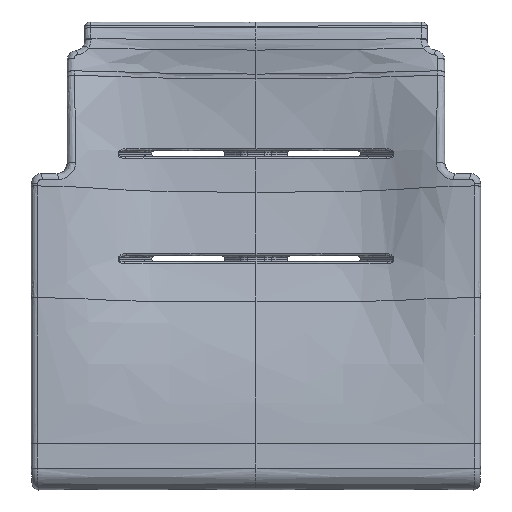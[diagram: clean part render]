
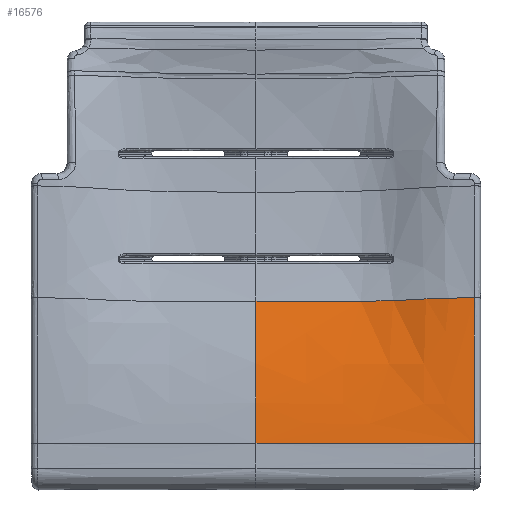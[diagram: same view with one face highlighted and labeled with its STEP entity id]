
A CAD part, top view. The second image highlights one B-rep face of the part: STEP entity #16576.
In plain terms, the highlighted free-form (B-spline) face has degree [5, 4] with [12, 5] control points.
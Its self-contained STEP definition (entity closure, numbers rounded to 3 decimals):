
#7646 = VERTEX_POINT('',#7647);
#7647 = CARTESIAN_POINT('',(264.666,161.116,
    182.605));
#7818 = EDGE_CURVE('',#7646,#7819,#7821,.T.);
#7819 = VERTEX_POINT('',#7820);
#7820 = CARTESIAN_POINT('',(264.813,-15.516,
    191.888));
#7821 = B_SPLINE_CURVE_WITH_KNOTS('',5,(#7822,#7823,#7824,#7825,#7826,
    #7827,#7828,#7829,#7830,#7831,#7832,#7833,#7834,#7835,#7836,#7837,
    #7838,#7839,#7840,#7841,#7842,#7843,#7844,#7845),.UNSPECIFIED.,.F.,
  .F.,(6,3,3,3,3,3,3,6),(234.787,236.055,265.716,
    273.152,317.767,347.53,377.294,
    436.81),.UNSPECIFIED.);
#7822 = CARTESIAN_POINT('',(264.666,161.116,
    182.605));
#7823 = CARTESIAN_POINT('',(264.666,160.894,
    182.617));
#7824 = CARTESIAN_POINT('',(264.667,160.672,
    182.629));
#7825 = CARTESIAN_POINT('',(264.667,160.45,
    182.641));
#7826 = CARTESIAN_POINT('',(264.676,155.038,
    182.927));
#7827 = CARTESIAN_POINT('',(264.683,149.623,
    183.213));
#7828 = CARTESIAN_POINT('',(264.691,144.404,
    183.489));
#7829 = CARTESIAN_POINT('',(264.7,137.901,
    183.833));
#7830 = CARTESIAN_POINT('',(264.709,131.402,
    184.176));
#7831 = CARTESIAN_POINT('',(264.71,130.099,
    184.245));
#7832 = CARTESIAN_POINT('',(264.722,120.979,
    184.726));
#7833 = CARTESIAN_POINT('',(264.733,111.862,
    185.207));
#7834 = CARTESIAN_POINT('',(264.742,104.055,
    185.618));
#7835 = CARTESIAN_POINT('',(264.756,91.053,
    186.303));
#7836 = CARTESIAN_POINT('',(264.768,78.058,
    186.986));
#7837 = CARTESIAN_POINT('',(264.773,72.858,
    187.26));
#7838 = CARTESIAN_POINT('',(264.781,62.458,
    187.806));
#7839 = CARTESIAN_POINT('',(264.789,52.059,
    188.352));
#7840 = CARTESIAN_POINT('',(264.792,46.861,
    188.625));
#7841 = CARTESIAN_POINT('',(264.801,31.268,
    189.442));
#7842 = CARTESIAN_POINT('',(264.808,15.68,
    190.258));
#7843 = CARTESIAN_POINT('',(264.811,5.265,
    190.803));
#7844 = CARTESIAN_POINT('',(264.813,-5.126,
    191.346));
#7845 = CARTESIAN_POINT('',(264.813,-15.516,
    191.888));
#16385 = VERTEX_POINT('',#16386);
#16386 = CARTESIAN_POINT('',(0.,157.214,
    153.815));
#16398 = EDGE_CURVE('',#16385,#7646,#16399,.T.);
#16399 = B_SPLINE_CURVE_WITH_KNOTS('',5,(#16400,#16401,#16402,#16403,
    #16404,#16405),.UNSPECIFIED.,.F.,.F.,(6,6),(0.,215.295),
  .PIECEWISE_BEZIER_KNOTS.);
#16400 = CARTESIAN_POINT('',(0.,157.214,
    153.815));
#16401 = CARTESIAN_POINT('',(111.831,157.214,
    153.815));
#16402 = CARTESIAN_POINT('',(158.201,155.703,
    154.372));
#16403 = CARTESIAN_POINT('',(175.241,157.315,
    165.206));
#16404 = CARTESIAN_POINT('',(198.842,161.217,
    181.24));
#16405 = CARTESIAN_POINT('',(264.666,161.116,
    182.605));
#16576 = ADVANCED_FACE('',(#16577),#16607,.T.);
#16577 = FACE_BOUND('',#16578,.T.);
#16578 = EDGE_LOOP('',(#16579,#16580,#16597,#16606));
#16579 = ORIENTED_EDGE('',*,*,#16398,.F.);
#16580 = ORIENTED_EDGE('',*,*,#16581,.T.);
#16581 = EDGE_CURVE('',#16385,#16582,#16584,.T.);
#16582 = VERTEX_POINT('',#16583);
#16583 = CARTESIAN_POINT('',(0.,-15.252,
    191.114));
#16584 = B_SPLINE_CURVE_WITH_KNOTS('',5,(#16585,#16586,#16587,#16588,
    #16589,#16590,#16591,#16592,#16593,#16594,#16595,#16596),
  .UNSPECIFIED.,.F.,.F.,(6,3,3,6),(0.,22.607,
    64.627,142.721),.UNSPECIFIED.);
#16585 = CARTESIAN_POINT('',(0.,157.214,
    153.815));
#16586 = CARTESIAN_POINT('',(0.,151.947,
    155.774));
#16587 = CARTESIAN_POINT('',(0.,146.658,
    157.674));
#16588 = CARTESIAN_POINT('',(0.,141.283,
    159.536));
#16589 = CARTESIAN_POINT('',(0.,126.006,
    164.631));
#16590 = CARTESIAN_POINT('',(0.,110.569,
    169.228));
#16591 = CARTESIAN_POINT('',(0.,100.5,
    171.994));
#16592 = CARTESIAN_POINT('',(0.,71.636,
    179.278));
#16593 = CARTESIAN_POINT('',(0.,42.371,
    184.816));
#16594 = CARTESIAN_POINT('',(0.,23.242,
    187.665));
#16595 = CARTESIAN_POINT('',(0.,4.021,
    189.766));
#16596 = CARTESIAN_POINT('',(0.,-15.252,
    191.114));
#16597 = ORIENTED_EDGE('',*,*,#16598,.T.);
#16598 = EDGE_CURVE('',#16582,#7819,#16599,.T.);
#16599 = B_SPLINE_CURVE_WITH_KNOTS('',5,(#16600,#16601,#16602,#16603,
    #16604,#16605),.UNSPECIFIED.,.F.,.F.,(6,6),(0.,215.362),
  .PIECEWISE_BEZIER_KNOTS.);
#16600 = CARTESIAN_POINT('',(0.,-15.252,
    191.114));
#16601 = CARTESIAN_POINT('',(113.653,-15.252,
    191.114));
#16602 = CARTESIAN_POINT('',(160.242,-15.336,
    191.12));
#16603 = CARTESIAN_POINT('',(176.609,-15.43,
    191.411));
#16604 = CARTESIAN_POINT('',(199.35,-15.494,
    191.851));
#16605 = CARTESIAN_POINT('',(264.813,-15.516,
    191.888));
#16606 = ORIENTED_EDGE('',*,*,#7818,.F.);
#16607 = B_SPLINE_SURFACE_WITH_KNOTS('',5,4,(
    (#16608,#16609,#16610,#16611,#16612)
    ,(#16613,#16614,#16615,#16616,#16617)
    ,(#16618,#16619,#16620,#16621,#16622)
    ,(#16623,#16624,#16625,#16626,#16627)
    ,(#16628,#16629,#16630,#16631,#16632)
    ,(#16633,#16634,#16635,#16636,#16637)
    ,(#16638,#16639,#16640,#16641,#16642)
    ,(#16643,#16644,#16645,#16646,#16647)
    ,(#16648,#16649,#16650,#16651,#16652)
    ,(#16653,#16654,#16655,#16656,#16657)
    ,(#16658,#16659,#16660,#16661,#16662)
    ,(#16663,#16664,#16665,#16666,#16667
    )),.UNSPECIFIED.,.F.,.F.,.F.,(6,3,3,6),(5,5),(0.,
    22.607,64.627,142.721),(0.,220.001),
  .UNSPECIFIED.);
#16608 = CARTESIAN_POINT('',(0.,157.214,
    153.815));
#16609 = CARTESIAN_POINT('',(142.844,157.214,
    153.815));
#16610 = CARTESIAN_POINT('',(171.766,154.585,
    154.785));
#16611 = CARTESIAN_POINT('',(183.141,161.685,
    182.651));
#16612 = CARTESIAN_POINT('',(272.066,161.085,
    182.682));
#16613 = CARTESIAN_POINT('',(0.,151.947,
    155.774));
#16614 = CARTESIAN_POINT('',(142.849,151.946,
    155.775));
#16615 = CARTESIAN_POINT('',(171.808,149.444,
    156.697));
#16616 = CARTESIAN_POINT('',(183.2,156.077,
    182.943));
#16617 = CARTESIAN_POINT('',(272.066,155.479,
    182.975));
#16618 = CARTESIAN_POINT('',(0.,146.658,
    157.674));
#16619 = CARTESIAN_POINT('',(142.863,146.68,
    157.666));
#16620 = CARTESIAN_POINT('',(171.852,144.534,
    158.396));
#16621 = CARTESIAN_POINT('',(183.252,150.452,
    183.237));
#16622 = CARTESIAN_POINT('',(272.066,149.874,
    183.267));
#16623 = CARTESIAN_POINT('',(0.,141.283,
    159.536));
#16624 = CARTESIAN_POINT('',(142.887,141.34,
    159.516));
#16625 = CARTESIAN_POINT('',(171.899,139.295,
    160.211));
#16626 = CARTESIAN_POINT('',(183.299,144.747,
    183.534));
#16627 = CARTESIAN_POINT('',(272.066,144.201,
    183.563));
#16628 = CARTESIAN_POINT('',(0.,126.006,
    164.631));
#16629 = CARTESIAN_POINT('',(142.979,126.179,
    164.575));
#16630 = CARTESIAN_POINT('',(172.038,124.581,
    165.066));
#16631 = CARTESIAN_POINT('',(183.417,128.58,
    184.377));
#16632 = CARTESIAN_POINT('',(272.066,128.139,
    184.4));
#16633 = CARTESIAN_POINT('',(0.,110.569,
    169.228));
#16634 = CARTESIAN_POINT('',(143.132,110.842,
    169.149));
#16635 = CARTESIAN_POINT('',(172.192,109.575,
    169.503));
#16636 = CARTESIAN_POINT('',(183.496,112.405,
    185.22));
#16637 = CARTESIAN_POINT('',(272.066,112.077,
    185.237));
#16638 = CARTESIAN_POINT('',(0.,100.5,
    171.994));
#16639 = CARTESIAN_POINT('',(143.252,100.778,
    171.92));
#16640 = CARTESIAN_POINT('',(172.297,99.719,
    172.197));
#16641 = CARTESIAN_POINT('',(183.535,101.949,
    185.766));
#16642 = CARTESIAN_POINT('',(272.066,101.666,
    185.78));
#16643 = CARTESIAN_POINT('',(0.,71.636,
    179.278));
#16644 = CARTESIAN_POINT('',(143.638,71.896,
    179.223));
#16645 = CARTESIAN_POINT('',(172.608,71.328,
    179.331));
#16646 = CARTESIAN_POINT('',(183.617,72.14,
    187.32));
#16647 = CARTESIAN_POINT('',(272.066,71.98,
    187.328));
#16648 = CARTESIAN_POINT('',(0.,42.371,
    184.816));
#16649 = CARTESIAN_POINT('',(144.123,42.5,
    184.8));
#16650 = CARTESIAN_POINT('',(172.943,42.203,
    184.842));
#16651 = CARTESIAN_POINT('',(183.639,42.382,
    188.871));
#16652 = CARTESIAN_POINT('',(272.066,42.294,
    188.876));
#16653 = CARTESIAN_POINT('',(0.,23.242,
    187.665));
#16654 = CARTESIAN_POINT('',(144.454,23.281,
    187.662));
#16655 = CARTESIAN_POINT('',(173.166,23.081,
    187.689));
#16656 = CARTESIAN_POINT('',(183.643,23.081,
    189.878));
#16657 = CARTESIAN_POINT('',(272.066,23.023,
    189.881));
#16658 = CARTESIAN_POINT('',(0.,4.021,
    189.766));
#16659 = CARTESIAN_POINT('',(144.79,4.028,
    189.765));
#16660 = CARTESIAN_POINT('',(173.389,3.871,
    189.779));
#16661 = CARTESIAN_POINT('',(183.644,3.79,
    190.883));
#16662 = CARTESIAN_POINT('',(272.066,3.753,
    190.885));
#16663 = CARTESIAN_POINT('',(0.,-15.252,
    191.114));
#16664 = CARTESIAN_POINT('',(145.127,-15.252,
    191.114));
#16665 = CARTESIAN_POINT('',(173.612,-15.397,
    191.124));
#16666 = CARTESIAN_POINT('',(183.644,-15.495,
    191.889));
#16667 = CARTESIAN_POINT('',(272.066,-15.518,
    191.89));
